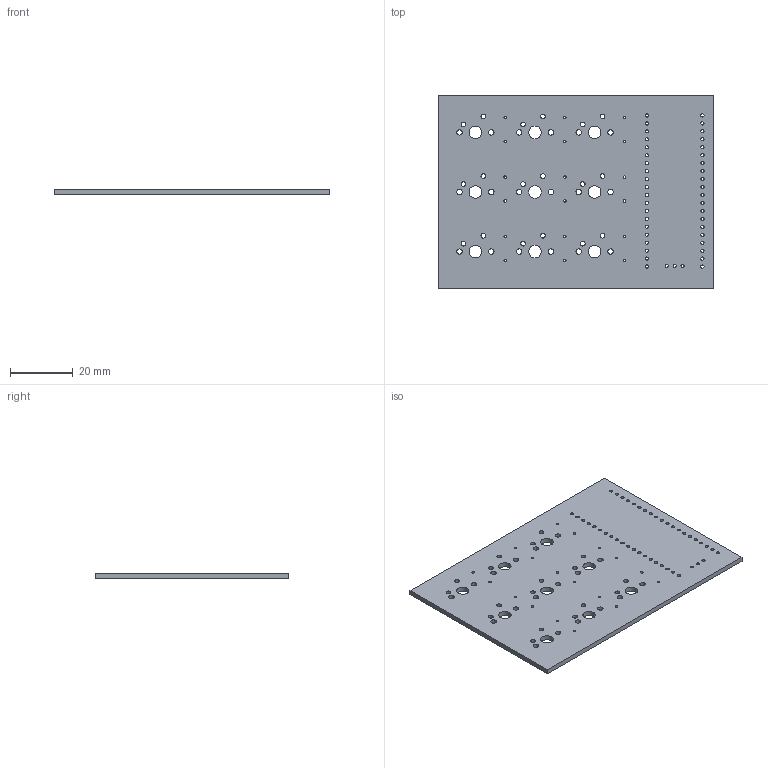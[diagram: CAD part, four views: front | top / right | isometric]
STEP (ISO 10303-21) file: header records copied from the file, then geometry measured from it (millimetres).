
FILE_DESCRIPTION(('KiCad electronic assembly'),'2;1');
FILE_NAME('pcb.step','2025-01-29T20:41:15',('Pcbnew'),('Kicad'), 'Open CASCADE STEP processor 7.8','KiCad to STEP converter','Unknown' );
FILE_SCHEMA(('AUTOMOTIVE_DESIGN { 1 0 10303 214 1 1 1 1 }'));
Length unit declared in the file: millimetre
Products named in the file (2): pcb 1; pcb_PCB
Assembly tree (1 placements, depth 2):
  pcb 1
    pcb_PCB
Bounding box: 88.11 x 61.91 x 1.6 mm (x, y, z)
Volume: 8356 mm3; surface area: 11692.9 mm2
Topology: 1 solids, 1 shells, 112 faces, 330 edges, 220 vertices
Faces by surface type: cylinder 106, plane 6
Full cylindrical faces by diameter (mm): 0.8 x18, 1.02 x43, 1.5 x18, 1.75 x18, 4 x9
Entity records: 4327 total; most frequent: DIRECTION 770, CARTESIAN_POINT 664, ORIENTED_EDGE 660, EDGE_CURVE 330, AXIS2_PLACEMENT_3D 326, FACE_BOUND 324, EDGE_LOOP 324, VERTEX_POINT 220
